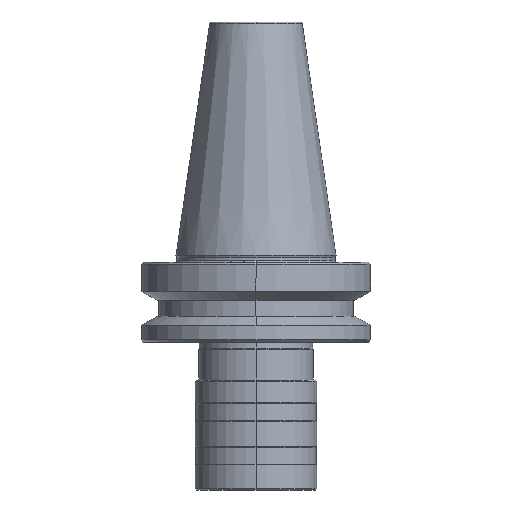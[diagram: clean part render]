
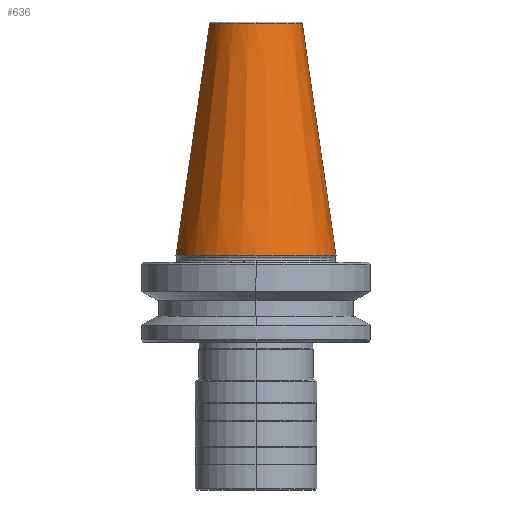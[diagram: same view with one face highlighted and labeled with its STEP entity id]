
A CAD part, left-side view. The second image highlights one B-rep face of the part: STEP entity #636.
In plain terms, the highlighted conical face has half-angle 8.297 degrees and reference radius 34.925 mm.
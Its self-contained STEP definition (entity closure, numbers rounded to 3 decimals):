
#26 = CARTESIAN_POINT ( 'NONE',  ( 0., 20.204, 100.944 ) ) ;
#77 = EDGE_CURVE ( 'NONE', #314, #1081, #990, .T. ) ;
#106 = VERTEX_POINT ( 'NONE', #1499 ) ;
#108 = EDGE_LOOP ( 'NONE', ( #1261, #904, #693, #421, #385 ) ) ;
#303 = CIRCLE ( 'NONE', #2007, 34.925 ) ;
#314 = VERTEX_POINT ( 'NONE', #922 ) ;
#317 = CARTESIAN_POINT ( 'NONE',  ( 0., 0., 0. ) ) ;
#319 = DIRECTION ( 'NONE',  ( 0., 1., 0. ) ) ;
#323 = DIRECTION ( 'NONE',  ( 0., 0., -1. ) ) ;
#331 = LINE ( 'NONE', #1026, #1415 ) ;
#385 = ORIENTED_EDGE ( 'NONE', *, *, #1312, .T. ) ;
#418 = LINE ( 'NONE', #1084, #1904 ) ;
#421 = ORIENTED_EDGE ( 'NONE', *, *, #1759, .T. ) ;
#536 = CIRCLE ( 'NONE', #1407, 20.204 ) ;
#636 = ADVANCED_FACE ( 'NONE', ( #1552 ), #1434, .T. ) ;
#693 = ORIENTED_EDGE ( 'NONE', *, *, #77, .T. ) ;
#822 = AXIS2_PLACEMENT_3D ( 'NONE', #906, #2005, #1496 ) ;
#904 = ORIENTED_EDGE ( 'NONE', *, *, #1573, .T. ) ;
#906 = CARTESIAN_POINT ( 'NONE',  ( 0., 0., 100.944 ) ) ;
#922 = CARTESIAN_POINT ( 'NONE',  ( -20.204, 0., 100.944 ) ) ;
#990 = CIRCLE ( 'NONE', #822, 20.204 ) ;
#1023 = DIRECTION ( 'NONE',  ( 0., 0.144, -0.99 ) ) ;
#1026 = CARTESIAN_POINT ( 'NONE',  ( 0., 34.925, 0. ) ) ;
#1081 = VERTEX_POINT ( 'NONE', #26 ) ;
#1084 = CARTESIAN_POINT ( 'NONE',  ( 0., -34.925, 0. ) ) ;
#1085 = DIRECTION ( 'NONE',  ( 0., -0.144, -0.99 ) ) ;
#1098 = DIRECTION ( 'NONE',  ( 0., 1., 0. ) ) ;
#1100 = DIRECTION ( 'NONE',  ( 0., 0., -1. ) ) ;
#1102 = CARTESIAN_POINT ( 'NONE',  ( 0., 0., 100.944 ) ) ;
#1134 = CARTESIAN_POINT ( 'NONE',  ( 0., -20.204, 100.944 ) ) ;
#1207 = VERTEX_POINT ( 'NONE', #1243 ) ;
#1243 = CARTESIAN_POINT ( 'NONE',  ( 0., -34.925, 0. ) ) ;
#1261 = ORIENTED_EDGE ( 'NONE', *, *, #1662, .F. ) ;
#1312 = EDGE_CURVE ( 'NONE', #106, #1207, #303, .T. ) ;
#1407 = AXIS2_PLACEMENT_3D ( 'NONE', #1102, #1100, #1098 ) ;
#1415 = VECTOR ( 'NONE', #1023, 1000. ) ;
#1434 = CONICAL_SURFACE ( 'NONE', #1846, 34.925, 0.145 ) ;
#1496 = DIRECTION ( 'NONE',  ( 0., 1., 0. ) ) ;
#1499 = CARTESIAN_POINT ( 'NONE',  ( 0., 34.925, 0. ) ) ;
#1552 = FACE_OUTER_BOUND ( 'NONE', #108, .T. ) ;
#1558 = VERTEX_POINT ( 'NONE', #1134 ) ;
#1573 = EDGE_CURVE ( 'NONE', #1558, #314, #536, .T. ) ;
#1662 = EDGE_CURVE ( 'NONE', #1558, #1207, #418, .T. ) ;
#1759 = EDGE_CURVE ( 'NONE', #1081, #106, #331, .T. ) ;
#1846 = AXIS2_PLACEMENT_3D ( 'NONE', #317, #323, #319 ) ;
#1904 = VECTOR ( 'NONE', #1085, 1000. ) ;
#2005 = DIRECTION ( 'NONE',  ( 0., 0., -1. ) ) ;
#2007 = AXIS2_PLACEMENT_3D ( 'NONE', #2052, #2050, #2047 ) ;
#2047 = DIRECTION ( 'NONE',  ( 0., 1., 0. ) ) ;
#2050 = DIRECTION ( 'NONE',  ( 0., 0., 1. ) ) ;
#2052 = CARTESIAN_POINT ( 'NONE',  ( 0., 0., 0. ) ) ;
